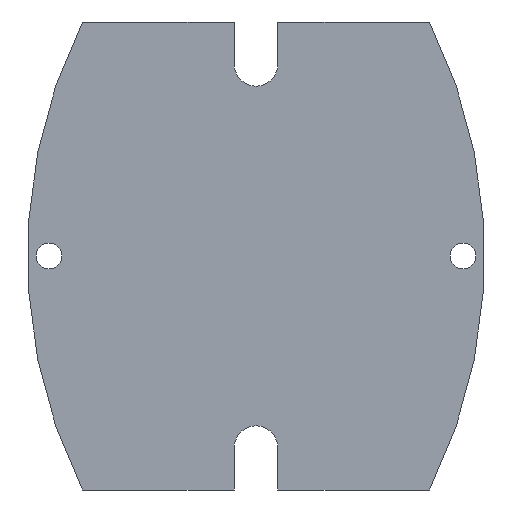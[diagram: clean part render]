
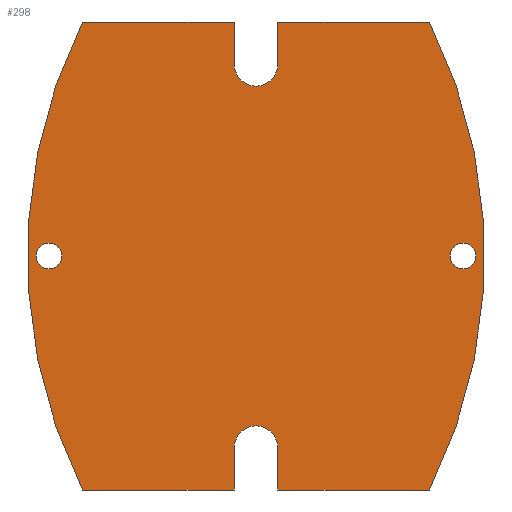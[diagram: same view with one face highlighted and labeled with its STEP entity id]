
A CAD part, front view. The second image highlights one B-rep face of the part: STEP entity #298.
In plain terms, the highlighted planar face has unit normal (0, -1, 0).
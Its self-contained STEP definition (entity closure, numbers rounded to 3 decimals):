
#15=FACE_BOUND('',#47,.T.);
#16=FACE_BOUND('',#48,.T.);
#19=PLANE('',#330);
#30=FACE_OUTER_BOUND('',#46,.T.);
#46=EDGE_LOOP('',(#211,#212,#213,#214,#215,#216,#217,#218,#219,#220,#221,
#222));
#47=EDGE_LOOP('',(#223));
#48=EDGE_LOOP('',(#224));
#67=LINE('',#455,#97);
#68=LINE('',#457,#98);
#69=LINE('',#461,#99);
#70=LINE('',#463,#100);
#71=LINE('',#467,#101);
#72=LINE('',#469,#102);
#73=LINE('',#473,#103);
#74=LINE('',#474,#104);
#97=VECTOR('',#367,10.);
#98=VECTOR('',#368,10.);
#99=VECTOR('',#371,10.);
#100=VECTOR('',#372,10.);
#101=VECTOR('',#375,10.);
#102=VECTOR('',#376,10.);
#103=VECTOR('',#379,10.);
#104=VECTOR('',#380,10.);
#126=CIRCLE('',#329,65.);
#127=CIRCLE('',#331,2.7);
#128=CIRCLE('',#332,65.);
#129=CIRCLE('',#333,2.7);
#130=CIRCLE('',#334,1.6);
#131=CIRCLE('',#335,1.6);
#139=VERTEX_POINT('',#448);
#140=VERTEX_POINT('',#450);
#141=VERTEX_POINT('',#454);
#142=VERTEX_POINT('',#456);
#143=VERTEX_POINT('',#458);
#144=VERTEX_POINT('',#460);
#145=VERTEX_POINT('',#462);
#146=VERTEX_POINT('',#464);
#147=VERTEX_POINT('',#466);
#148=VERTEX_POINT('',#468);
#149=VERTEX_POINT('',#470);
#150=VERTEX_POINT('',#472);
#151=VERTEX_POINT('',#475);
#152=VERTEX_POINT('',#477);
#167=EDGE_CURVE('',#139,#140,#126,.T.);
#169=EDGE_CURVE('',#141,#139,#67,.T.);
#170=EDGE_CURVE('',#141,#142,#68,.T.);
#171=EDGE_CURVE('',#142,#143,#127,.T.);
#172=EDGE_CURVE('',#143,#144,#69,.T.);
#173=EDGE_CURVE('',#145,#144,#70,.T.);
#174=EDGE_CURVE('',#146,#145,#128,.T.);
#175=EDGE_CURVE('',#147,#146,#71,.T.);
#176=EDGE_CURVE('',#147,#148,#72,.T.);
#177=EDGE_CURVE('',#148,#149,#129,.T.);
#178=EDGE_CURVE('',#149,#150,#73,.T.);
#179=EDGE_CURVE('',#140,#150,#74,.T.);
#180=EDGE_CURVE('',#151,#151,#130,.T.);
#181=EDGE_CURVE('',#152,#152,#131,.T.);
#211=ORIENTED_EDGE('',*,*,#167,.F.);
#212=ORIENTED_EDGE('',*,*,#169,.F.);
#213=ORIENTED_EDGE('',*,*,#170,.T.);
#214=ORIENTED_EDGE('',*,*,#171,.T.);
#215=ORIENTED_EDGE('',*,*,#172,.T.);
#216=ORIENTED_EDGE('',*,*,#173,.F.);
#217=ORIENTED_EDGE('',*,*,#174,.F.);
#218=ORIENTED_EDGE('',*,*,#175,.F.);
#219=ORIENTED_EDGE('',*,*,#176,.T.);
#220=ORIENTED_EDGE('',*,*,#177,.T.);
#221=ORIENTED_EDGE('',*,*,#178,.T.);
#222=ORIENTED_EDGE('',*,*,#179,.F.);
#223=ORIENTED_EDGE('',*,*,#180,.T.);
#224=ORIENTED_EDGE('',*,*,#181,.T.);
#298=ADVANCED_FACE('',(#30,#15,#16),#19,.F.);
#329=AXIS2_PLACEMENT_3D('',#451,#362,#363);
#330=AXIS2_PLACEMENT_3D('',#453,#365,#366);
#331=AXIS2_PLACEMENT_3D('',#459,#369,#370);
#332=AXIS2_PLACEMENT_3D('',#465,#373,#374);
#333=AXIS2_PLACEMENT_3D('',#471,#377,#378);
#334=AXIS2_PLACEMENT_3D('',#476,#381,#382);
#335=AXIS2_PLACEMENT_3D('',#478,#383,#384);
#362=DIRECTION('center_axis',(0.,1.,0.));
#363=DIRECTION('ref_axis',(0.895,0.,-0.446));
#365=DIRECTION('center_axis',(0.,1.,0.));
#366=DIRECTION('ref_axis',(1.,0.,0.));
#367=DIRECTION('',(1.,0.,0.));
#368=DIRECTION('',(0.,0.,-1.));
#369=DIRECTION('center_axis',(0.,1.,0.));
#370=DIRECTION('ref_axis',(-1.,0.,0.));
#371=DIRECTION('',(0.,0.,1.));
#372=DIRECTION('',(1.,0.,0.));
#373=DIRECTION('center_axis',(0.,1.,0.));
#374=DIRECTION('ref_axis',(-0.895,0.,-0.446));
#375=DIRECTION('',(-1.,0.,0.));
#376=DIRECTION('',(0.,0.,1.));
#377=DIRECTION('center_axis',(0.,1.,0.));
#378=DIRECTION('ref_axis',(-1.,0.,0.));
#379=DIRECTION('',(0.,0.,-1.));
#380=DIRECTION('',(-1.,0.,0.));
#381=DIRECTION('center_axis',(0.,1.,0.));
#382=DIRECTION('ref_axis',(1.,0.,0.));
#383=DIRECTION('center_axis',(0.,1.,0.));
#384=DIRECTION('ref_axis',(1.,0.,0.));
#448=CARTESIAN_POINT('',(149.15,85.3,-2.));
#450=CARTESIAN_POINT('',(149.15,85.3,-60.));
#451=CARTESIAN_POINT('Origin',(90.978,85.3,-31.));
#453=CARTESIAN_POINT('Origin',(127.5,85.3,-30.2));
#454=CARTESIAN_POINT('',(130.35,85.3,-2.));
#455=CARTESIAN_POINT('',(143.75,85.3,-2.));
#456=CARTESIAN_POINT('',(130.35,85.3,-7.25));
#457=CARTESIAN_POINT('',(130.35,85.3,-18.725));
#458=CARTESIAN_POINT('',(124.95,85.3,-7.25));
#459=CARTESIAN_POINT('Origin',(127.65,85.3,-7.25));
#460=CARTESIAN_POINT('',(124.95,85.3,-2.));
#461=CARTESIAN_POINT('',(124.95,85.3,-16.1));
#462=CARTESIAN_POINT('',(106.15,85.3,-2.));
#463=CARTESIAN_POINT('',(143.75,85.3,-2.));
#464=CARTESIAN_POINT('',(106.15,85.3,-60.));
#465=CARTESIAN_POINT('Origin',(164.322,85.3,-31.));
#466=CARTESIAN_POINT('',(124.95,85.3,-60.));
#467=CARTESIAN_POINT('',(111.25,85.3,-60.));
#468=CARTESIAN_POINT('',(124.95,85.3,-54.75));
#469=CARTESIAN_POINT('',(124.95,85.3,-42.475));
#470=CARTESIAN_POINT('',(130.35,85.3,-54.75));
#471=CARTESIAN_POINT('Origin',(127.65,85.3,-54.75));
#472=CARTESIAN_POINT('',(130.35,85.3,-60.));
#473=CARTESIAN_POINT('',(130.35,85.3,-45.1));
#474=CARTESIAN_POINT('',(111.25,85.3,-60.));
#475=CARTESIAN_POINT('',(100.4,85.3,-31.));
#476=CARTESIAN_POINT('Origin',(102.,85.3,-31.));
#477=CARTESIAN_POINT('',(151.7,85.3,-31.));
#478=CARTESIAN_POINT('Origin',(153.3,85.3,-31.));
